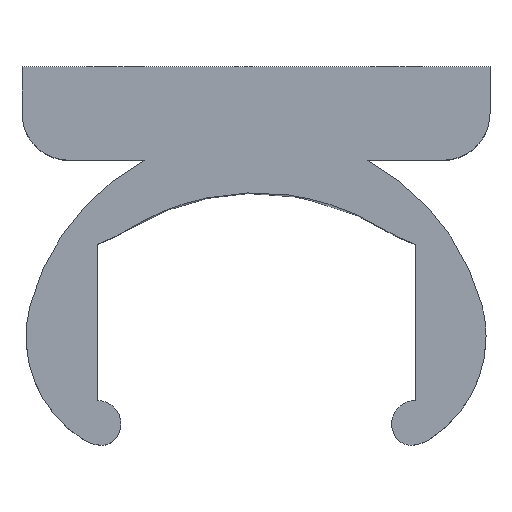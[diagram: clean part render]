
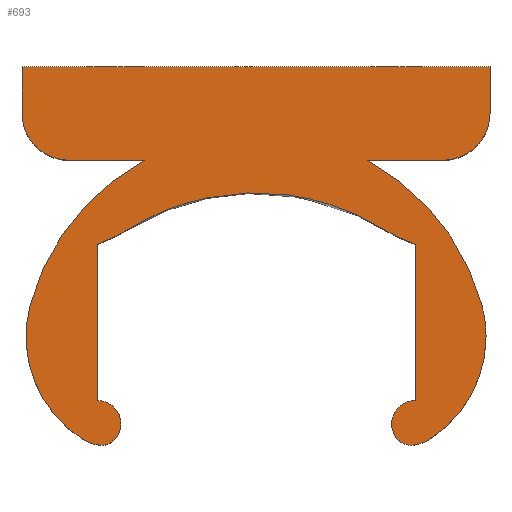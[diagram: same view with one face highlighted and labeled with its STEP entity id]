
A CAD part, top view. The second image highlights one B-rep face of the part: STEP entity #693.
In plain terms, the highlighted planar face has unit normal (0, 0, 1).
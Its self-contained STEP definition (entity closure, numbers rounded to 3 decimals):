
#32=CARTESIAN_POINT('',(16.785,-8.441,10.));
#33=VERTEX_POINT('',#32);
#34=CARTESIAN_POINT('',(18.526,-7.841,10.));
#35=VERTEX_POINT('',#34);
#36=CARTESIAN_POINT('',(16.389,-4.46,10.));
#37=DIRECTION('',(0.,0.,1.));
#38=DIRECTION('',(1.,0.,-0.));
#39=AXIS2_PLACEMENT_3D('',#36,#37,#38);
#40=CIRCLE('',#39,4.);
#41=EDGE_CURVE('',#33,#35,#40,.T.);
#270=CARTESIAN_POINT('',(25.,27.,10.));
#271=VERTEX_POINT('',#270);
#272=CARTESIAN_POINT('',(25.,32.,10.));
#273=VERTEX_POINT('',#272);
#274=CARTESIAN_POINT('',(25.,27.,10.));
#275=DIRECTION('',(0.,1.,0.));
#276=VECTOR('',#275,5.);
#277=LINE('',#274,#276);
#278=EDGE_CURVE('',#271,#273,#277,.T.);
#359=CARTESIAN_POINT('',(-25.,32.,10.));
#360=VERTEX_POINT('',#359);
#367=CARTESIAN_POINT('',(25.,32.,10.));
#368=DIRECTION('',(-1.,-0.,0.));
#369=VECTOR('',#368,50.);
#370=LINE('',#367,#369);
#371=EDGE_CURVE('',#273,#360,#370,.T.);
#389=CARTESIAN_POINT('',(-25.,27.,10.));
#390=VERTEX_POINT('',#389);
#397=CARTESIAN_POINT('',(-25.,32.,10.));
#398=DIRECTION('',(0.,-1.,0.));
#399=VECTOR('',#398,5.);
#400=LINE('',#397,#399);
#401=EDGE_CURVE('',#360,#390,#400,.T.);
#434=CARTESIAN_POINT('',(-20.,22.,10.));
#435=VERTEX_POINT('',#434);
#436=CARTESIAN_POINT('',(-11.874,22.,10.));
#437=VERTEX_POINT('',#436);
#438=CARTESIAN_POINT('',(-20.,22.,10.));
#439=DIRECTION('',(1.,0.,0.));
#440=VECTOR('',#439,8.126);
#441=LINE('',#438,#440);
#442=EDGE_CURVE('',#435,#437,#441,.T.);
#460=CARTESIAN_POINT('',(20.,22.,10.));
#461=VERTEX_POINT('',#460);
#468=CARTESIAN_POINT('',(11.874,22.,10.));
#469=VERTEX_POINT('',#468);
#470=CARTESIAN_POINT('',(11.874,22.,10.));
#471=DIRECTION('',(1.,0.,0.));
#472=VECTOR('',#471,8.126);
#473=LINE('',#470,#472);
#474=EDGE_CURVE('',#469,#461,#473,.T.);
#492=CARTESIAN_POINT('',(0.,0.,10.));
#493=DIRECTION('',(0.,0.,1.));
#494=DIRECTION('',(1.,0.,0.));
#495=AXIS2_PLACEMENT_3D('',#492,#493,#494);
#496=PLANE('',#495);
#497=CARTESIAN_POINT('',(14.5,-6.169,10.));
#498=VERTEX_POINT('',#497);
#499=CARTESIAN_POINT('',(17.,-3.669,10.));
#500=VERTEX_POINT('',#499);
#501=CARTESIAN_POINT('',(17.,-6.169,10.));
#502=DIRECTION('',(-0.,-0.,-1.));
#503=DIRECTION('',(1.,0.,-0.));
#504=AXIS2_PLACEMENT_3D('',#501,#502,#503);
#505=CIRCLE('',#504,2.5);
#506=EDGE_CURVE('',#498,#500,#505,.T.);
#507=ORIENTED_EDGE('',*,*,#506,.F.);
#508=CARTESIAN_POINT('',(14.934,-7.577,10.));
#509=VERTEX_POINT('',#508);
#510=CARTESIAN_POINT('',(17.,-6.169,10.));
#511=DIRECTION('',(-0.,-0.,-1.));
#512=DIRECTION('',(1.,0.,-0.));
#513=AXIS2_PLACEMENT_3D('',#510,#511,#512);
#514=CIRCLE('',#513,2.5);
#515=EDGE_CURVE('',#509,#498,#514,.T.);
#516=ORIENTED_EDGE('',*,*,#515,.F.);
#517=CARTESIAN_POINT('',(16.587,-6.45,10.));
#518=DIRECTION('',(0.,0.,1.));
#519=DIRECTION('',(1.,0.,-0.));
#520=AXIS2_PLACEMENT_3D('',#517,#518,#519);
#521=CIRCLE('',#520,2.);
#522=EDGE_CURVE('',#509,#33,#521,.T.);
#523=ORIENTED_EDGE('',*,*,#522,.T.);
#524=ORIENTED_EDGE('',*,*,#41,.T.);
#525=CARTESIAN_POINT('',(24.58,3.147,10.));
#526=VERTEX_POINT('',#525);
#527=CARTESIAN_POINT('',(11.58,3.147,10.));
#528=DIRECTION('',(0.,0.,1.));
#529=DIRECTION('',(1.,0.,-0.));
#530=AXIS2_PLACEMENT_3D('',#527,#528,#529);
#531=CIRCLE('',#530,13.);
#532=EDGE_CURVE('',#35,#526,#531,.T.);
#533=ORIENTED_EDGE('',*,*,#532,.T.);
#534=CARTESIAN_POINT('',(24.125,6.557,10.));
#535=VERTEX_POINT('',#534);
#536=CARTESIAN_POINT('',(11.58,3.147,10.));
#537=DIRECTION('',(0.,0.,1.));
#538=DIRECTION('',(1.,0.,-0.));
#539=AXIS2_PLACEMENT_3D('',#536,#537,#538);
#540=CIRCLE('',#539,13.);
#541=EDGE_CURVE('',#526,#535,#540,.T.);
#542=ORIENTED_EDGE('',*,*,#541,.T.);
#543=CARTESIAN_POINT('',(0.,0.,10.));
#544=DIRECTION('',(0.,0.,1.));
#545=DIRECTION('',(1.,0.,-0.));
#546=AXIS2_PLACEMENT_3D('',#543,#544,#545);
#547=CIRCLE('',#546,25.);
#548=EDGE_CURVE('',#535,#469,#547,.T.);
#549=ORIENTED_EDGE('',*,*,#548,.T.);
#550=ORIENTED_EDGE('',*,*,#474,.T.);
#551=CARTESIAN_POINT('',(20.,27.,10.));
#552=DIRECTION('',(0.,0.,1.));
#553=DIRECTION('',(1.,0.,-0.));
#554=AXIS2_PLACEMENT_3D('',#551,#552,#553);
#555=CIRCLE('',#554,5.);
#556=EDGE_CURVE('',#461,#271,#555,.T.);
#557=ORIENTED_EDGE('',*,*,#556,.T.);
#558=ORIENTED_EDGE('',*,*,#278,.T.);
#559=ORIENTED_EDGE('',*,*,#371,.T.);
#560=ORIENTED_EDGE('',*,*,#401,.T.);
#561=CARTESIAN_POINT('',(-20.,27.,10.));
#562=DIRECTION('',(0.,0.,1.));
#563=DIRECTION('',(1.,0.,-0.));
#564=AXIS2_PLACEMENT_3D('',#561,#562,#563);
#565=CIRCLE('',#564,5.);
#566=EDGE_CURVE('',#390,#435,#565,.T.);
#567=ORIENTED_EDGE('',*,*,#566,.T.);
#568=ORIENTED_EDGE('',*,*,#442,.T.);
#569=CARTESIAN_POINT('',(-24.111,6.609,10.));
#570=VERTEX_POINT('',#569);
#571=CARTESIAN_POINT('',(0.,0.,10.));
#572=DIRECTION('',(0.,0.,1.));
#573=DIRECTION('',(1.,0.,-0.));
#574=AXIS2_PLACEMENT_3D('',#571,#572,#573);
#575=CIRCLE('',#574,25.);
#576=EDGE_CURVE('',#437,#570,#575,.T.);
#577=ORIENTED_EDGE('',*,*,#576,.T.);
#578=CARTESIAN_POINT('',(-18.449,-7.86,10.));
#579=VERTEX_POINT('',#578);
#580=CARTESIAN_POINT('',(-11.573,3.172,10.));
#581=DIRECTION('',(0.,0.,1.));
#582=DIRECTION('',(1.,0.,-0.));
#583=AXIS2_PLACEMENT_3D('',#580,#581,#582);
#584=CIRCLE('',#583,13.);
#585=EDGE_CURVE('',#570,#579,#584,.T.);
#586=ORIENTED_EDGE('',*,*,#585,.T.);
#587=CARTESIAN_POINT('',(-16.724,-8.446,10.));
#588=VERTEX_POINT('',#587);
#589=CARTESIAN_POINT('',(-16.334,-4.466,10.));
#590=DIRECTION('',(0.,0.,1.));
#591=DIRECTION('',(1.,0.,-0.));
#592=AXIS2_PLACEMENT_3D('',#589,#590,#591);
#593=CIRCLE('',#592,4.);
#594=EDGE_CURVE('',#579,#588,#593,.T.);
#595=ORIENTED_EDGE('',*,*,#594,.T.);
#596=CARTESIAN_POINT('',(-14.891,-7.604,10.));
#597=VERTEX_POINT('',#596);
#598=CARTESIAN_POINT('',(-16.529,-6.456,10.));
#599=DIRECTION('',(0.,0.,1.));
#600=DIRECTION('',(1.,0.,-0.));
#601=AXIS2_PLACEMENT_3D('',#598,#599,#600);
#602=CIRCLE('',#601,2.);
#603=EDGE_CURVE('',#588,#597,#602,.T.);
#604=ORIENTED_EDGE('',*,*,#603,.T.);
#605=CARTESIAN_POINT('',(-16.938,-3.669,10.));
#606=VERTEX_POINT('',#605);
#607=CARTESIAN_POINT('',(-16.938,-6.169,10.));
#608=DIRECTION('',(-0.,-0.,-1.));
#609=DIRECTION('',(1.,0.,-0.));
#610=AXIS2_PLACEMENT_3D('',#607,#608,#609);
#611=CIRCLE('',#610,2.5);
#612=EDGE_CURVE('',#606,#597,#611,.T.);
#613=ORIENTED_EDGE('',*,*,#612,.F.);
#614=CARTESIAN_POINT('',(-16.938,13.,10.));
#615=VERTEX_POINT('',#614);
#616=CARTESIAN_POINT('',(-16.938,13.,10.));
#617=DIRECTION('',(0.,-1.,0.));
#618=VECTOR('',#617,16.669);
#619=LINE('',#616,#618);
#620=EDGE_CURVE('',#615,#606,#619,.T.);
#621=ORIENTED_EDGE('',*,*,#620,.F.);
#622=CARTESIAN_POINT('',(-13.505,14.689,10.));
#623=VERTEX_POINT('',#622);
#624=CARTESIAN_POINT('',(-16.938,13.,10.));
#625=CARTESIAN_POINT('',(-15.74,13.453,10.));
#626=CARTESIAN_POINT('',(-14.595,14.016,10.));
#627=CARTESIAN_POINT('',(-13.505,14.689,10.));
#628=B_SPLINE_CURVE_WITH_KNOTS('',3,(#624,#625,#626,#627),.UNSPECIFIED.,.F.,.F.,(4,4),(0.,0.004),.UNSPECIFIED.);
#629=EDGE_CURVE('',#615,#623,#628,.T.);
#630=ORIENTED_EDGE('',*,*,#629,.T.);
#631=CARTESIAN_POINT('',(13.451,14.722,10.));
#632=VERTEX_POINT('',#631);
#633=CARTESIAN_POINT('',(-13.505,14.689,10.));
#634=CARTESIAN_POINT('',(-12.503,15.307,10.));
#635=CARTESIAN_POINT('',(-11.46,15.856,10.));
#636=CARTESIAN_POINT('',(-10.376,16.334,10.));
#637=CARTESIAN_POINT('',(-10.105,16.453,10.));
#638=CARTESIAN_POINT('',(-9.832,16.568,10.));
#639=CARTESIAN_POINT('',(-9.556,16.679,10.));
#640=CARTESIAN_POINT('',(-9.279,16.789,10.));
#641=CARTESIAN_POINT('',(-9.,16.895,10.));
#642=CARTESIAN_POINT('',(-8.72,16.996,10.));
#643=CARTESIAN_POINT('',(-8.159,17.198,10.));
#644=CARTESIAN_POINT('',(-7.595,17.38,10.));
#645=CARTESIAN_POINT('',(-7.027,17.541,10.));
#646=CARTESIAN_POINT('',(-5.89,17.864,10.));
#647=CARTESIAN_POINT('',(-4.739,18.107,10.));
#648=CARTESIAN_POINT('',(-3.571,18.27,10.));
#649=CARTESIAN_POINT('',(-2.988,18.352,10.));
#650=CARTESIAN_POINT('',(-2.4,18.414,10.));
#651=CARTESIAN_POINT('',(-1.809,18.456,10.));
#652=CARTESIAN_POINT('',(-1.513,18.477,10.));
#653=CARTESIAN_POINT('',(-1.217,18.492,10.));
#654=CARTESIAN_POINT('',(-0.919,18.503,10.));
#655=CARTESIAN_POINT('',(-0.622,18.514,10.));
#656=CARTESIAN_POINT('',(-0.323,18.519,10.));
#657=CARTESIAN_POINT('',(-0.025,18.52,10.));
#658=CARTESIAN_POINT('',(1.165,18.521,10.));
#659=CARTESIAN_POINT('',(2.343,18.44,10.));
#660=CARTESIAN_POINT('',(3.509,18.279,10.));
#661=CARTESIAN_POINT('',(4.675,18.119,10.));
#662=CARTESIAN_POINT('',(5.829,17.878,10.));
#663=CARTESIAN_POINT('',(6.971,17.557,10.));
#664=CARTESIAN_POINT('',(7.542,17.396,10.));
#665=CARTESIAN_POINT('',(8.112,17.214,10.));
#666=CARTESIAN_POINT('',(8.672,17.013,10.));
#667=CARTESIAN_POINT('',(9.232,16.813,10.));
#668=CARTESIAN_POINT('',(9.781,16.594,10.));
#669=CARTESIAN_POINT('',(10.322,16.357,10.));
#670=CARTESIAN_POINT('',(11.403,15.884,10.));
#671=CARTESIAN_POINT('',(12.446,15.339,10.));
#672=CARTESIAN_POINT('',(13.451,14.722,10.));
#673=B_SPLINE_CURVE_WITH_KNOTS('',3,(#633,#634,#635,#636,#637,#638,#639,#640,#641,#642,#643,#644,#645,#646,#647,#648,#649,#650,#651,#652,#653,#654,#655,#656,#657,#658,
#659,#660,#661,#662,#663,#664,#665,#666,#667,#668,#669,#670,#671,#672),.UNSPECIFIED.,.F.,.F.,(4,3,3,3,3,3,3,3,3,3,3,3,3,4),(0.004,0.007,0.008,0.009,0.011,0.014,0.016,0.017,0.018,0.021,0.025,0.027,0.028,0.032),.UNSPECIFIED.);
#674=EDGE_CURVE('',#623,#632,#673,.T.);
#675=ORIENTED_EDGE('',*,*,#674,.T.);
#676=CARTESIAN_POINT('',(17.,13.,10.));
#677=VERTEX_POINT('',#676);
#678=CARTESIAN_POINT('',(13.451,14.722,10.));
#679=CARTESIAN_POINT('',(14.577,14.031,10.));
#680=CARTESIAN_POINT('',(15.76,13.457,10.));
#681=CARTESIAN_POINT('',(17.,13.,10.));
#682=B_SPLINE_CURVE_WITH_KNOTS('',3,(#678,#679,#680,#681),.UNSPECIFIED.,.F.,.F.,(4,4),(0.,0.004),.UNSPECIFIED.);
#683=EDGE_CURVE('',#632,#677,#682,.T.);
#684=ORIENTED_EDGE('',*,*,#683,.T.);
#685=CARTESIAN_POINT('',(17.,-3.669,10.));
#686=DIRECTION('',(0.,1.,0.));
#687=VECTOR('',#686,16.669);
#688=LINE('',#685,#687);
#689=EDGE_CURVE('',#500,#677,#688,.T.);
#690=ORIENTED_EDGE('',*,*,#689,.F.);
#691=EDGE_LOOP('',(#507,#516,#523,#524,#533,#542,#549,#550,#557,#558,#559,#560,#567,#568,#577,#586,#595,#604,#613,#621,#630,#675,#684,#690));
#692=FACE_BOUND('',#691,.T.);
#693=ADVANCED_FACE('',(#692),#496,.T.);
